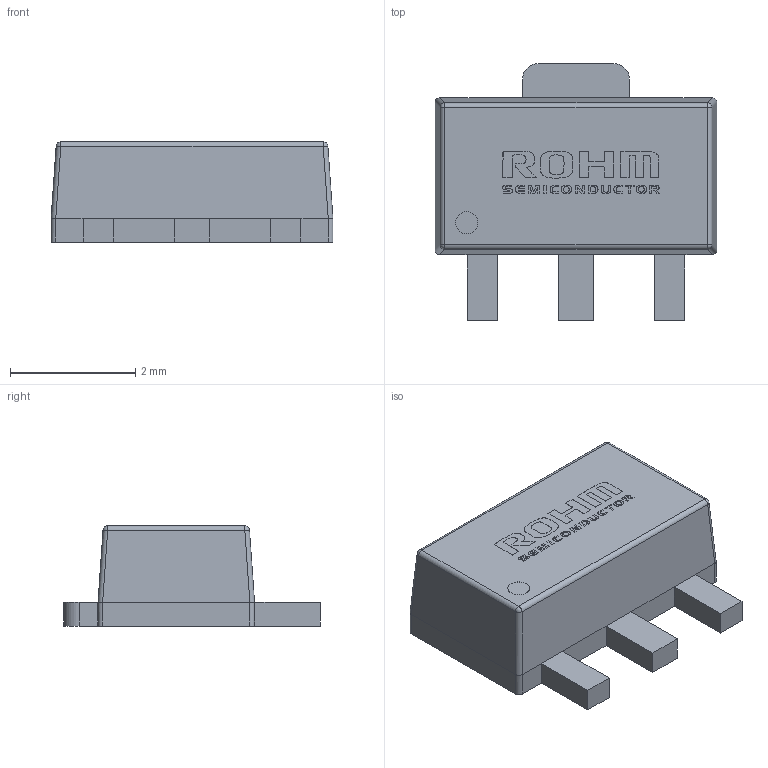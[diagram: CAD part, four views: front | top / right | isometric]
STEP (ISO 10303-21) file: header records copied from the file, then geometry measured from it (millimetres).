
FILE_DESCRIPTION (( 'STEP AP214' ), '1' );
FILE_NAME ('BCX5616TA.STEP', '2022-10-20T13:08:38', ( '' ), ( '' ), 'SwSTEP 2.0', 'SolidWorks 2022', '' );
FILE_SCHEMA (( 'AUTOMOTIVE_DESIGN' ));
Length unit declared in the file: millimetre
Products named in the file (3): Rohm Logo-LAPTOP-NQA1DCQ3; BCX5616TA
Assembly tree (2 placements, depth 2):
  BCX5616TA
    BCX5616TA
    Rohm Logo-LAPTOP-NQA1DCQ3
Bounding box: 4.5 x 4.1 x 1.6 mm (x, y, z)
Volume: 18.2 mm3; surface area: 67.3 mm2
Topology: 22 solids, 22 shells, 348 faces, 889 edges, 586 vertices
Faces by surface type: plane 179, bspline 143, cylinder 22, sphere 4
Entity records: 11807 total; most frequent: CARTESIAN_POINT 3699, ORIENTED_EDGE 1778, DIRECTION 1055, EDGE_CURVE 889, VERTEX_POINT 586, LINE 563, VECTOR 563, EDGE_LOOP 359
